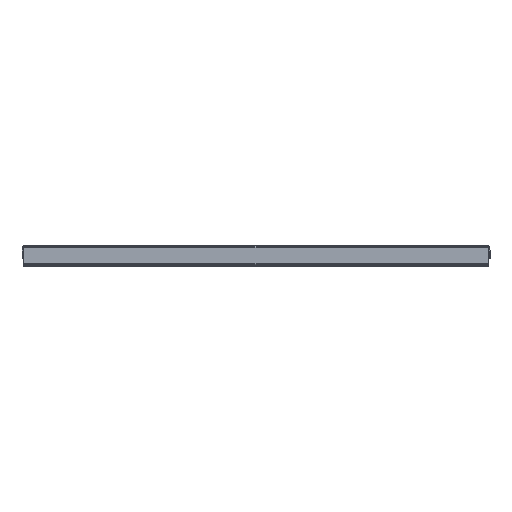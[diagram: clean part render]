
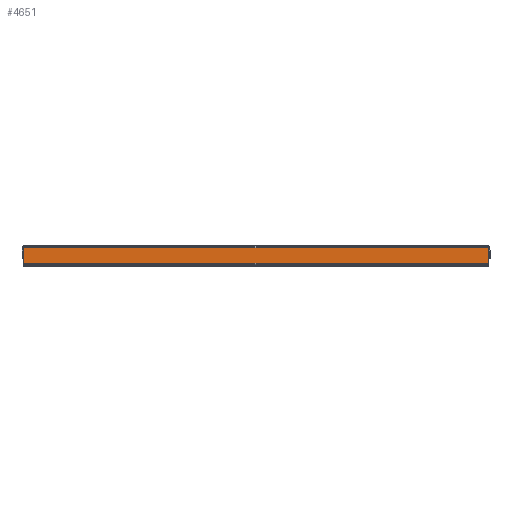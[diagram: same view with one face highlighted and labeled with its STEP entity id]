
A CAD part, top view. The second image highlights one B-rep face of the part: STEP entity #4651.
In plain terms, the highlighted planar face has unit normal (0, 0, 1).
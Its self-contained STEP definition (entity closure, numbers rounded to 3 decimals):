
#400 = EDGE_CURVE ( 'NONE', #3007, #19305, #23044, .T. ) ;
#628 = CARTESIAN_POINT ( 'NONE',  ( -396., -30., 449. ) ) ;
#2008 = EDGE_CURVE ( 'NONE', #16340, #19305, #13157, .T. ) ;
#3007 = VERTEX_POINT ( 'NONE', #16560 ) ;
#4052 = PLANE ( 'NONE',  #8095 ) ;
#4056 = CARTESIAN_POINT ( 'NONE',  ( 0., -3., 449. ) ) ;
#4651 = ADVANCED_FACE ( 'NONE', ( #13680 ), #4052, .T. ) ;
#5599 = EDGE_LOOP ( 'NONE', ( #15320, #12440, #7559, #9419 ) ) ;
#5618 = EDGE_CURVE ( 'NONE', #3007, #7704, #14397, .T. ) ;
#6134 = CARTESIAN_POINT ( 'NONE',  ( -396., -30., 449. ) ) ;
#6353 = DIRECTION ( 'NONE',  ( 0., -1., 0. ) ) ;
#6867 = VECTOR ( 'NONE', #24278, 1000. ) ;
#7302 = CARTESIAN_POINT ( 'NONE',  ( 396., -30., 449. ) ) ;
#7527 = EDGE_CURVE ( 'NONE', #7704, #16340, #15893, .T. ) ;
#7559 = ORIENTED_EDGE ( 'NONE', *, *, #2008, .F. ) ;
#7704 = VERTEX_POINT ( 'NONE', #7302 ) ;
#8095 = AXIS2_PLACEMENT_3D ( 'NONE', #14044, #15730, #6353 ) ;
#9419 = ORIENTED_EDGE ( 'NONE', *, *, #7527, .F. ) ;
#10513 = DIRECTION ( 'NONE',  ( 0., 1., 0. ) ) ;
#12425 = CARTESIAN_POINT ( 'NONE',  ( -396., -1.5, 449. ) ) ;
#12440 = ORIENTED_EDGE ( 'NONE', *, *, #400, .T. ) ;
#12946 = VECTOR ( 'NONE', #21505, 1000. ) ;
#13157 = LINE ( 'NONE', #12425, #17724 ) ;
#13680 = FACE_OUTER_BOUND ( 'NONE', #5599, .T. ) ;
#14044 = CARTESIAN_POINT ( 'NONE',  ( 0., 0., 449. ) ) ;
#14397 = LINE ( 'NONE', #22213, #6867 ) ;
#15320 = ORIENTED_EDGE ( 'NONE', *, *, #5618, .F. ) ;
#15730 = DIRECTION ( 'NONE',  ( 0., 0., 1. ) ) ;
#15893 = LINE ( 'NONE', #6134, #19643 ) ;
#16340 = VERTEX_POINT ( 'NONE', #628 ) ;
#16560 = CARTESIAN_POINT ( 'NONE',  ( 396., -3., 449. ) ) ;
#16834 = CARTESIAN_POINT ( 'NONE',  ( -396., -3., 449. ) ) ;
#17724 = VECTOR ( 'NONE', #10513, 1000. ) ;
#19305 = VERTEX_POINT ( 'NONE', #16834 ) ;
#19643 = VECTOR ( 'NONE', #23702, 1000. ) ;
#21505 = DIRECTION ( 'NONE',  ( -1., 0., 0. ) ) ;
#22213 = CARTESIAN_POINT ( 'NONE',  ( 396., -30., 449. ) ) ;
#23044 = LINE ( 'NONE', #4056, #12946 ) ;
#23702 = DIRECTION ( 'NONE',  ( -1., 0., 0. ) ) ;
#24278 = DIRECTION ( 'NONE',  ( 0., -1., 0. ) ) ;
